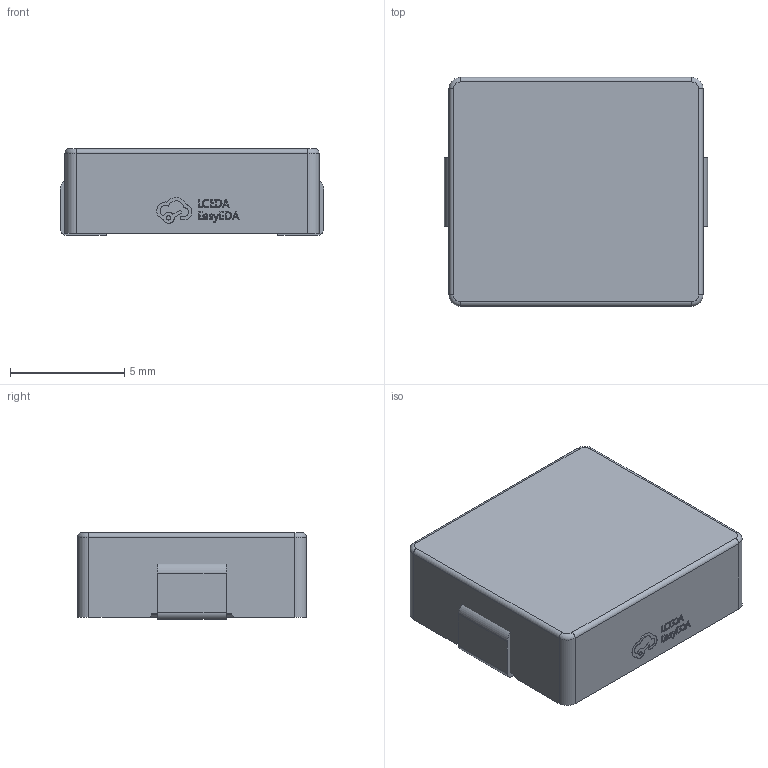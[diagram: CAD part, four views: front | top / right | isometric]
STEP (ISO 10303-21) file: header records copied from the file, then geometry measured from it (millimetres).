
FILE_DESCRIPTION (( 'STEP AP214' ), '1' );
FILE_NAME ('IND-SMD_L11.5-W10.0_ZEMS1040.STEP', '2025-02-09T00:14:16', ( '' ), ( '' ), 'SwSTEP 2.0', 'SolidWorks 2020', '' );
FILE_SCHEMA (( 'AUTOMOTIVE_DESIGN' ));
Length unit declared in the file: millimetre
Products named in the file (1): IND-SMD_L11.5-W10.0_ZEMS1040
Bounding box: 11.5 x 10.01 x 3.8 mm (x, y, z)
Volume: 417 mm3; surface area: 432.3 mm2
Topology: 16 solids, 16 shells, 281 faces, 735 edges, 486 vertices
Faces by surface type: plane 167, bspline 98, cylinder 12, torus 4
Entity records: 12357 total; most frequent: CARTESIAN_POINT 2809, ORIENTED_EDGE 1470, DIRECTION 931, EDGE_CURVE 735, LINE 507, VECTOR 507, VERTEX_POINT 486, UNCERTAINTY_MEASURE_WITH_UNIT 299
